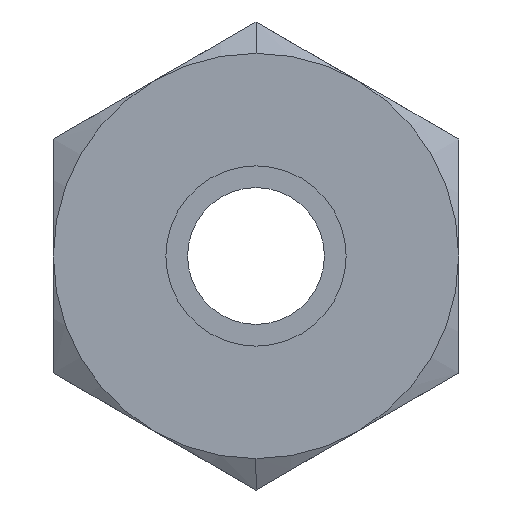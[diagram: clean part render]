
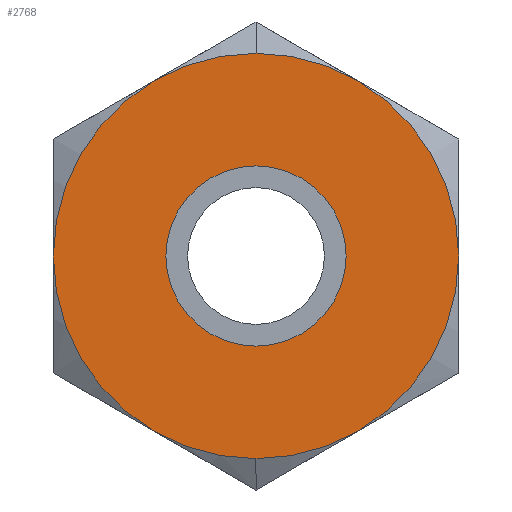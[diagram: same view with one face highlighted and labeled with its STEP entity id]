
A CAD part, left-side view. The second image highlights one B-rep face of the part: STEP entity #2768.
In plain terms, the highlighted planar face has unit normal (-1, 0, 0).
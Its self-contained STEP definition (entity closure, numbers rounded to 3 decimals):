
#151 = EDGE_CURVE ( 'NONE', #2569, #3784, #4986, .T. ) ;
#213 = ORIENTED_EDGE ( 'NONE', *, *, #6657, .F. ) ;
#225 = CARTESIAN_POINT ( 'NONE',  ( 0., 0., 7.14 ) ) ;
#439 = AXIS2_PLACEMENT_3D ( 'NONE', #4220, #6895, #2489 ) ;
#447 = ORIENTED_EDGE ( 'NONE', *, *, #151, .T. ) ;
#699 = FACE_OUTER_BOUND ( 'NONE', #1619, .T. ) ;
#1202 = EDGE_CURVE ( 'NONE', #6537, #5425, #2458, .T. ) ;
#1374 = CIRCLE ( 'NONE', #439, 7.14 ) ;
#1537 = AXIS2_PLACEMENT_3D ( 'NONE', #3542, #7023, #2923 ) ;
#1619 = EDGE_LOOP ( 'NONE', ( #213, #4736 ) ) ;
#1947 = DIRECTION ( 'NONE',  ( 0., 0., -1. ) ) ;
#2062 = DIRECTION ( 'NONE',  ( 1., 0., 0. ) ) ;
#2099 = ORIENTED_EDGE ( 'NONE', *, *, #3195, .T. ) ;
#2389 = DIRECTION ( 'NONE',  ( 0., 0., 1. ) ) ;
#2458 = CIRCLE ( 'NONE', #1537, 7.14 ) ;
#2489 = DIRECTION ( 'NONE',  ( 0., 0., 1. ) ) ;
#2502 = AXIS2_PLACEMENT_3D ( 'NONE', #4872, #2062, #1947 ) ;
#2569 = VERTEX_POINT ( 'NONE', #3128 ) ;
#2768 = ADVANCED_FACE ( 'NONE', ( #3496, #699 ), #2943, .T. ) ;
#2923 = DIRECTION ( 'NONE',  ( 0., 0., -1. ) ) ;
#2943 = PLANE ( 'NONE',  #3346 ) ;
#3128 = CARTESIAN_POINT ( 'NONE',  ( 0., 0., 3.175 ) ) ;
#3195 = EDGE_CURVE ( 'NONE', #3784, #2569, #3922, .T. ) ;
#3346 = AXIS2_PLACEMENT_3D ( 'NONE', #5203, #3563, #2389 ) ;
#3496 = FACE_BOUND ( 'NONE', #5131, .T. ) ;
#3542 = CARTESIAN_POINT ( 'NONE',  ( 0., 0., 0. ) ) ;
#3563 = DIRECTION ( 'NONE',  ( -1., 0., 0. ) ) ;
#3784 = VERTEX_POINT ( 'NONE', #4124 ) ;
#3922 = CIRCLE ( 'NONE', #2502, 3.175 ) ;
#4124 = CARTESIAN_POINT ( 'NONE',  ( 0., 0., -3.175 ) ) ;
#4220 = CARTESIAN_POINT ( 'NONE',  ( 0., 0., 0. ) ) ;
#4458 = DIRECTION ( 'NONE',  ( 0., 0., 1. ) ) ;
#4619 = AXIS2_PLACEMENT_3D ( 'NONE', #5020, #6133, #4458 ) ;
#4736 = ORIENTED_EDGE ( 'NONE', *, *, #1202, .F. ) ;
#4872 = CARTESIAN_POINT ( 'NONE',  ( 0., 0., 0. ) ) ;
#4986 = CIRCLE ( 'NONE', #4619, 3.175 ) ;
#5020 = CARTESIAN_POINT ( 'NONE',  ( 0., 0., 0. ) ) ;
#5131 = EDGE_LOOP ( 'NONE', ( #2099, #447 ) ) ;
#5203 = CARTESIAN_POINT ( 'NONE',  ( 0., 0., 3.57 ) ) ;
#5280 = CARTESIAN_POINT ( 'NONE',  ( 0., 0., -7.14 ) ) ;
#5425 = VERTEX_POINT ( 'NONE', #225 ) ;
#6133 = DIRECTION ( 'NONE',  ( 1., 0., 0. ) ) ;
#6537 = VERTEX_POINT ( 'NONE', #5280 ) ;
#6657 = EDGE_CURVE ( 'NONE', #5425, #6537, #1374, .T. ) ;
#6895 = DIRECTION ( 'NONE',  ( 1., 0., 0. ) ) ;
#7023 = DIRECTION ( 'NONE',  ( 1., 0., 0. ) ) ;
